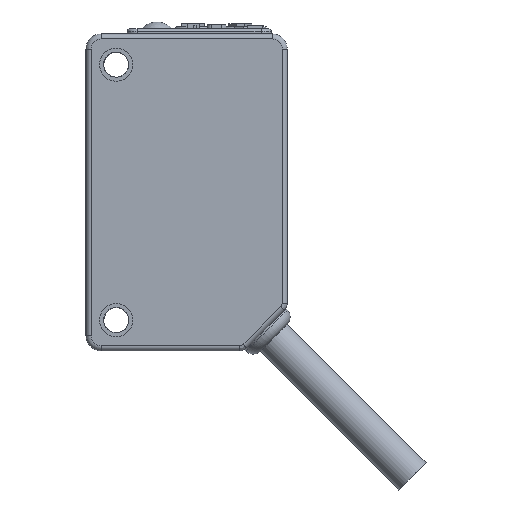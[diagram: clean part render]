
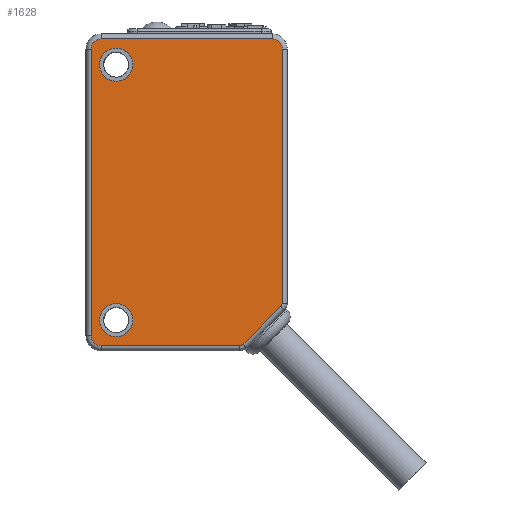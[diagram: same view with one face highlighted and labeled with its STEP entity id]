
A CAD part, left-side view. The second image highlights one B-rep face of the part: STEP entity #1628.
In plain terms, the highlighted planar face has unit normal (-1, 0, 0).
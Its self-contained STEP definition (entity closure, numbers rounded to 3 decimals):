
#1448=PLANE('',#4845);
#1552=FACE_BOUND('',#2053,.T.);
#1553=FACE_BOUND('',#2054,.T.);
#1554=FACE_BOUND('',#2055,.T.);
#1628=ADVANCED_FACE('',(#1552,#1553,#1554),#1448,.T.);
#2053=EDGE_LOOP('',(#2573,#2574,#2575,#2576,#2577,#2578,#2579,#2580,#2581,
#2582));
#2054=EDGE_LOOP('',(#2583));
#2055=EDGE_LOOP('',(#2584));
#2377=CIRCLE('',#4838,1.);
#2378=CIRCLE('',#4839,1.);
#2379=CIRCLE('',#4840,0.5);
#2380=CIRCLE('',#4841,0.5);
#2381=CIRCLE('',#4842,1.);
#2382=CIRCLE('',#4843,1.65);
#2383=CIRCLE('',#4844,1.65);
#2573=ORIENTED_EDGE('',*,*,#3849,.T.);
#2574=ORIENTED_EDGE('',*,*,#3850,.T.);
#2575=ORIENTED_EDGE('',*,*,#3851,.T.);
#2576=ORIENTED_EDGE('',*,*,#3852,.T.);
#2577=ORIENTED_EDGE('',*,*,#3853,.T.);
#2578=ORIENTED_EDGE('',*,*,#3854,.T.);
#2579=ORIENTED_EDGE('',*,*,#3855,.T.);
#2580=ORIENTED_EDGE('',*,*,#3856,.T.);
#2581=ORIENTED_EDGE('',*,*,#3857,.T.);
#2582=ORIENTED_EDGE('',*,*,#3858,.T.);
#2583=ORIENTED_EDGE('',*,*,#3859,.F.);
#2584=ORIENTED_EDGE('',*,*,#3860,.F.);
#3523=VERTEX_POINT('',#11077);
#3524=VERTEX_POINT('',#11078);
#3525=VERTEX_POINT('',#11080);
#3526=VERTEX_POINT('',#11082);
#3527=VERTEX_POINT('',#11084);
#3528=VERTEX_POINT('',#11086);
#3529=VERTEX_POINT('',#11088);
#3530=VERTEX_POINT('',#11090);
#3531=VERTEX_POINT('',#11092);
#3532=VERTEX_POINT('',#11094);
#3533=VERTEX_POINT('',#11097);
#3534=VERTEX_POINT('',#11099);
#3849=EDGE_CURVE('',#3523,#3524,#2377,.T.);
#3850=EDGE_CURVE('',#3524,#3525,#4303,.T.);
#3851=EDGE_CURVE('',#3525,#3526,#2378,.T.);
#3852=EDGE_CURVE('',#3526,#3527,#4304,.T.);
#3853=EDGE_CURVE('',#3527,#3528,#2379,.T.);
#3854=EDGE_CURVE('',#3528,#3529,#4305,.T.);
#3855=EDGE_CURVE('',#3529,#3530,#2380,.T.);
#3856=EDGE_CURVE('',#3530,#3531,#4306,.T.);
#3857=EDGE_CURVE('',#3531,#3532,#2381,.T.);
#3858=EDGE_CURVE('',#3532,#3523,#4307,.T.);
#3859=EDGE_CURVE('',#3533,#3533,#2382,.T.);
#3860=EDGE_CURVE('',#3534,#3534,#2383,.T.);
#4303=LINE('',#11079,#4570);
#4304=LINE('',#11083,#4571);
#4305=LINE('',#11087,#4572);
#4306=LINE('',#11091,#4573);
#4307=LINE('',#11095,#4574);
#4570=VECTOR('',#5239,1.);
#4571=VECTOR('',#5242,1.);
#4572=VECTOR('',#5245,1.);
#4573=VECTOR('',#5248,1.);
#4574=VECTOR('',#5251,1.);
#4838=AXIS2_PLACEMENT_3D('',#11076,#5237,#5238);
#4839=AXIS2_PLACEMENT_3D('',#11081,#5240,#5241);
#4840=AXIS2_PLACEMENT_3D('',#11085,#5243,#5244);
#4841=AXIS2_PLACEMENT_3D('',#11089,#5246,#5247);
#4842=AXIS2_PLACEMENT_3D('',#11093,#5249,#5250);
#4843=AXIS2_PLACEMENT_3D('',#11096,#5252,#5253);
#4844=AXIS2_PLACEMENT_3D('',#11098,#5254,#5255);
#4845=AXIS2_PLACEMENT_3D('',#11100,#5256,#5257);
#5237=DIRECTION('',(-1.,0.,0.));
#5238=DIRECTION('',(0.,-1.,0.));
#5239=DIRECTION('',(0.,0.,-1.));
#5240=DIRECTION('',(-1.,0.,0.));
#5241=DIRECTION('',(0.,-1.,0.));
#5242=DIRECTION('',(0.,-1.,0.));
#5243=DIRECTION('',(-1.,0.,0.));
#5244=DIRECTION('',(0.,-1.,0.));
#5245=DIRECTION('',(0.,-0.707,0.707));
#5246=DIRECTION('',(-1.,0.,0.));
#5247=DIRECTION('',(0.,-1.,0.));
#5248=DIRECTION('',(0.,0.,1.));
#5249=DIRECTION('',(-1.,0.,0.));
#5250=DIRECTION('',(0.,-1.,0.));
#5251=DIRECTION('',(0.,1.,0.));
#5252=DIRECTION('',(-1.,0.,0.));
#5253=DIRECTION('',(0.,0.,1.));
#5254=DIRECTION('',(-1.,0.,0.));
#5255=DIRECTION('',(0.,0.,1.));
#5256=DIRECTION('',(-1.,0.,0.));
#5257=DIRECTION('',(0.,-1.,0.));
#11076=CARTESIAN_POINT('',(39.45,-26.5,14.25));
#11077=CARTESIAN_POINT('',(39.45,-26.5,15.25));
#11078=CARTESIAN_POINT('',(39.45,-25.5,14.25));
#11079=CARTESIAN_POINT('',(39.45,-25.5,226.286));
#11080=CARTESIAN_POINT('',(39.45,-25.5,-14.25));
#11081=CARTESIAN_POINT('',(39.45,-26.5,-14.25));
#11082=CARTESIAN_POINT('',(39.45,-26.5,-15.25));
#11083=CARTESIAN_POINT('',(39.45,-38.629,-15.25));
#11084=CARTESIAN_POINT('',(39.45,-40.25,-15.25));
#11085=CARTESIAN_POINT('',(39.45,-40.25,-14.75));
#11086=CARTESIAN_POINT('',(39.45,-40.604,-15.104));
#11087=CARTESIAN_POINT('',(39.45,-44.146,-11.561));
#11088=CARTESIAN_POINT('',(39.45,-44.354,-11.354));
#11089=CARTESIAN_POINT('',(39.45,-44.,-11.));
#11090=CARTESIAN_POINT('',(39.45,-44.5,-11.));
#11091=CARTESIAN_POINT('',(39.45,-44.5,14.25));
#11092=CARTESIAN_POINT('',(39.45,-44.5,14.25));
#11093=CARTESIAN_POINT('',(39.45,-43.5,14.25));
#11094=CARTESIAN_POINT('',(39.45,-43.5,15.25));
#11095=CARTESIAN_POINT('',(39.45,-26.5,15.25));
#11096=CARTESIAN_POINT('',(39.45,-28.,12.7));
#11097=CARTESIAN_POINT('',(39.45,-28.,14.35));
#11098=CARTESIAN_POINT('',(39.45,-28.,-12.7));
#11099=CARTESIAN_POINT('',(39.45,-28.,-11.05));
#11100=CARTESIAN_POINT('',(39.45,235.139,226.286));
